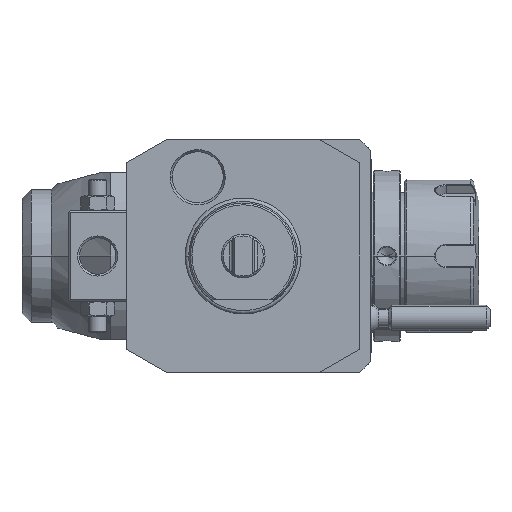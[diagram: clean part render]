
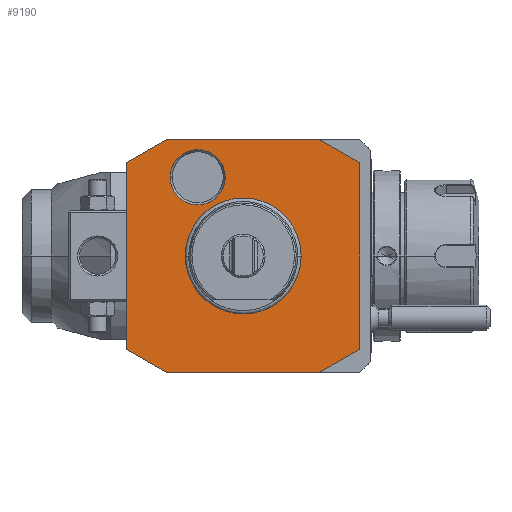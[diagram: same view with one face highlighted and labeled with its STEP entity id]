
A CAD part, front view. The second image highlights one B-rep face of the part: STEP entity #9190.
In plain terms, the highlighted planar face has unit normal (0, -1, 0).
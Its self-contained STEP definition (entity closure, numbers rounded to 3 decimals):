
#1=DIRECTION('',(-0.866,0.,-0.5));
#2=VECTOR('',#1,12.702);
#3=CARTESIAN_POINT('',(-21.,0.,32.));
#4=LINE('',#3,#2);
#5=DIRECTION('',(-1.,0.,0.));
#6=VECTOR('',#5,42.);
#7=CARTESIAN_POINT('',(21.,0.,32.));
#8=LINE('',#7,#6);
#9=DIRECTION('',(-0.866,0.,0.5));
#10=VECTOR('',#9,12.702);
#11=CARTESIAN_POINT('',(32.,0.,25.649));
#12=LINE('',#11,#10);
#13=DIRECTION('',(0.,0.,1.));
#14=VECTOR('',#13,51.298);
#15=CARTESIAN_POINT('',(32.,0.,-25.649));
#16=LINE('',#15,#14);
#17=DIRECTION('',(0.866,0.,0.5));
#18=VECTOR('',#17,12.702);
#19=CARTESIAN_POINT('',(21.,0.,-32.));
#20=LINE('',#19,#18);
#21=DIRECTION('',(1.,0.,0.));
#22=VECTOR('',#21,42.);
#23=CARTESIAN_POINT('',(-21.,0.,-32.));
#24=LINE('',#23,#22);
#25=DIRECTION('',(0.866,0.,-0.5));
#26=VECTOR('',#25,12.702);
#27=CARTESIAN_POINT('',(-32.,0.,-25.649));
#28=LINE('',#27,#26);
#29=DIRECTION('',(0.,0.,-1.));
#30=VECTOR('',#29,51.298);
#31=CARTESIAN_POINT('',(-32.,0.,25.649));
#32=LINE('',#31,#30);
#33=CARTESIAN_POINT('',(-12.5,0.,21.651));
#34=DIRECTION('',(0.,1.,0.));
#35=DIRECTION('',(1.,0.,0.));
#36=AXIS2_PLACEMENT_3D('',#33,#34,#35);
#38=CARTESIAN_POINT('',(-12.5,0.,21.651));
#39=DIRECTION('',(0.,1.,0.));
#40=DIRECTION('',(-1.,0.,0.));
#41=AXIS2_PLACEMENT_3D('',#38,#39,#40);
#6944=CARTESIAN_POINT('',(0.,0.,0.));
#6945=DIRECTION('',(0.,-1.,0.));
#6946=DIRECTION('',(1.,0.,0.));
#6947=AXIS2_PLACEMENT_3D('',#6944,#6945,#6946);
#6949=CARTESIAN_POINT('',(0.,0.,0.));
#6950=DIRECTION('',(0.,-1.,0.));
#6951=DIRECTION('',(-1.,0.,0.));
#6952=AXIS2_PLACEMENT_3D('',#6949,#6950,#6951);
#8191=CARTESIAN_POINT('',(-4.923,0.,21.651));
#8192=CARTESIAN_POINT('',(-20.077,0.,21.651));
#8193=VERTEX_POINT('',#8191);
#8194=VERTEX_POINT('',#8192);
#8993=CARTESIAN_POINT('',(-21.,0.,32.));
#8994=CARTESIAN_POINT('',(-32.,0.,25.649));
#8995=VERTEX_POINT('',#8993);
#8996=VERTEX_POINT('',#8994);
#8997=CARTESIAN_POINT('',(-32.,0.,-25.649));
#8998=VERTEX_POINT('',#8997);
#8999=CARTESIAN_POINT('',(-21.,0.,-32.));
#9000=VERTEX_POINT('',#8999);
#9001=CARTESIAN_POINT('',(21.,0.,-32.));
#9002=VERTEX_POINT('',#9001);
#9003=CARTESIAN_POINT('',(32.,0.,-25.649));
#9004=VERTEX_POINT('',#9003);
#9005=CARTESIAN_POINT('',(32.,0.,25.649));
#9006=VERTEX_POINT('',#9005);
#9007=CARTESIAN_POINT('',(21.,0.,32.));
#9008=VERTEX_POINT('',#9007);
#9021=CARTESIAN_POINT('',(15.783,0.,0.));
#9022=CARTESIAN_POINT('',(-15.783,0.,0.));
#9023=VERTEX_POINT('',#9021);
#9024=VERTEX_POINT('',#9022);
#9155=CARTESIAN_POINT('',(0.,0.,0.));
#9156=DIRECTION('',(0.,-1.,0.));
#9157=DIRECTION('',(-1.,0.,0.));
#9158=AXIS2_PLACEMENT_3D('',#9155,#9156,#9157);
#9159=PLANE('',#9158);
#9161=ORIENTED_EDGE('',*,*,#9160,.F.);
#9163=ORIENTED_EDGE('',*,*,#9162,.F.);
#9165=ORIENTED_EDGE('',*,*,#9164,.F.);
#9167=ORIENTED_EDGE('',*,*,#9166,.F.);
#9169=ORIENTED_EDGE('',*,*,#9168,.F.);
#9171=ORIENTED_EDGE('',*,*,#9170,.F.);
#9173=ORIENTED_EDGE('',*,*,#9172,.F.);
#9175=ORIENTED_EDGE('',*,*,#9174,.F.);
#9176=EDGE_LOOP('',(#9161,#9163,#9165,#9167,#9169,#9171,#9173,#9175));
#9177=FACE_OUTER_BOUND('',#9176,.F.);
#9179=ORIENTED_EDGE('',*,*,#9178,.T.);
#9181=ORIENTED_EDGE('',*,*,#9180,.T.);
#9182=EDGE_LOOP('',(#9179,#9181));
#9183=FACE_BOUND('',#9182,.F.);
#9185=ORIENTED_EDGE('',*,*,#9184,.F.);
#9187=ORIENTED_EDGE('',*,*,#9186,.F.);
#9188=EDGE_LOOP('',(#9185,#9187));
#9189=FACE_BOUND('',#9188,.F.);
#37=CIRCLE('',#36,7.577);
#42=CIRCLE('',#41,7.577);
#6948=CIRCLE('',#6947,15.783);
#6953=CIRCLE('',#6952,15.783);
#9160=EDGE_CURVE('',#8995,#8996,#4,.T.);
#9162=EDGE_CURVE('',#9008,#8995,#8,.T.);
#9164=EDGE_CURVE('',#9006,#9008,#12,.T.);
#9166=EDGE_CURVE('',#9004,#9006,#16,.T.);
#9168=EDGE_CURVE('',#9002,#9004,#20,.T.);
#9170=EDGE_CURVE('',#9000,#9002,#24,.T.);
#9172=EDGE_CURVE('',#8998,#9000,#28,.T.);
#9174=EDGE_CURVE('',#8996,#8998,#32,.T.);
#9178=EDGE_CURVE('',#9023,#9024,#6948,.T.);
#9180=EDGE_CURVE('',#9024,#9023,#6953,.T.);
#9184=EDGE_CURVE('',#8193,#8194,#37,.T.);
#9186=EDGE_CURVE('',#8194,#8193,#42,.T.);
#9190=ADVANCED_FACE('',(#9177,#9183,#9189),#9159,.T.);
